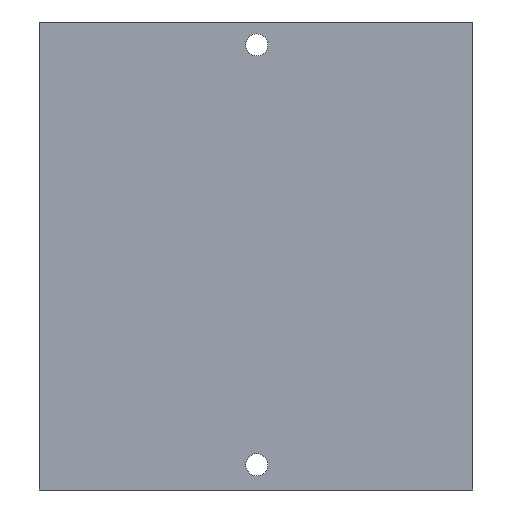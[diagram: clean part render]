
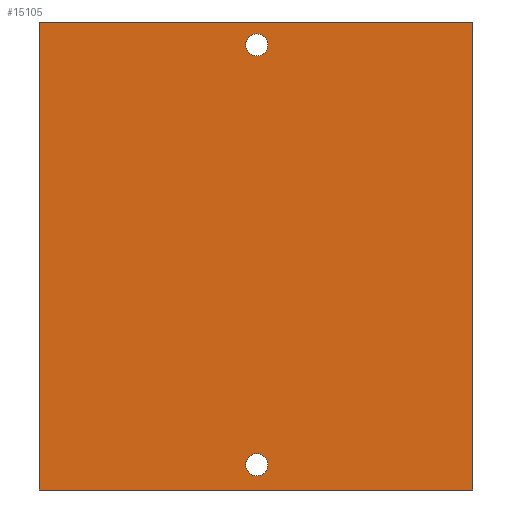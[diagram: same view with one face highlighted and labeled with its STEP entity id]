
A CAD part, front view. The second image highlights one B-rep face of the part: STEP entity #15105.
In plain terms, the highlighted planar face has unit normal (0, -1, 0).
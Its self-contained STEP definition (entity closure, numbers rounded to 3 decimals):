
#26 = DIRECTION ( 'NONE',  ( 0., 0., -1. ) ) ;
#370 = CARTESIAN_POINT ( 'NONE',  ( 0., 0., 53.637 ) ) ;
#606 = CARTESIAN_POINT ( 'NONE',  ( -28.4, 0., 53.637 ) ) ;
#834 = CARTESIAN_POINT ( 'NONE',  ( -28.4, 0., -7.662 ) ) ;
#856 = VECTOR ( 'NONE', #26, 1000. ) ;
#945 = CARTESIAN_POINT ( 'NONE',  ( 0.1, 0., 50.637 ) ) ;
#1039 = EDGE_LOOP ( 'NONE', ( #7042, #4573 ) ) ;
#1094 = VERTEX_POINT ( 'NONE', #5164 ) ;
#1151 = DIRECTION ( 'NONE',  ( 1., 0., 0. ) ) ;
#1461 = DIRECTION ( 'NONE',  ( 0., 0., 1. ) ) ;
#2228 = AXIS2_PLACEMENT_3D ( 'NONE', #9962, #18742, #8079 ) ;
#2315 = EDGE_CURVE ( 'NONE', #21001, #21629, #9031, .T. ) ;
#2574 = EDGE_LOOP ( 'NONE', ( #21445, #3442 ) ) ;
#2932 = AXIS2_PLACEMENT_3D ( 'NONE', #16010, #7336, #19508 ) ;
#3206 = PLANE ( 'NONE',  #19737 ) ;
#3442 = ORIENTED_EDGE ( 'NONE', *, *, #17095, .T. ) ;
#4450 = CIRCLE ( 'NONE', #15343, 1.45 ) ;
#4573 = ORIENTED_EDGE ( 'NONE', *, *, #6284, .T. ) ;
#4676 = VECTOR ( 'NONE', #1151, 1000. ) ;
#4909 = VECTOR ( 'NONE', #19504, 1000. ) ;
#5133 = ORIENTED_EDGE ( 'NONE', *, *, #7244, .F. ) ;
#5164 = CARTESIAN_POINT ( 'NONE',  ( 0.1, 0., 49.187 ) ) ;
#5173 = DIRECTION ( 'NONE',  ( 0., 0., -1. ) ) ;
#6284 = EDGE_CURVE ( 'NONE', #17393, #14860, #4450, .T. ) ;
#6353 = VECTOR ( 'NONE', #5173, 1000. ) ;
#6915 = CARTESIAN_POINT ( 'NONE',  ( 28.4, 0., 0. ) ) ;
#7042 = ORIENTED_EDGE ( 'NONE', *, *, #15430, .T. ) ;
#7244 = EDGE_CURVE ( 'NONE', #16538, #21629, #10135, .T. ) ;
#7336 = DIRECTION ( 'NONE',  ( 0., 1., 0. ) ) ;
#8079 = DIRECTION ( 'NONE',  ( 0., 0., 1. ) ) ;
#8347 = FACE_BOUND ( 'NONE', #1039, .T. ) ;
#8644 = DIRECTION ( 'NONE',  ( 0., 1., 0. ) ) ;
#9031 = LINE ( 'NONE', #21994, #4676 ) ;
#9332 = CARTESIAN_POINT ( 'NONE',  ( 0.1, 0., -2.913 ) ) ;
#9539 = LINE ( 'NONE', #370, #4909 ) ;
#9565 = DIRECTION ( 'NONE',  ( 0., 1., 0. ) ) ;
#9962 = CARTESIAN_POINT ( 'NONE',  ( 0.1, 0., 50.637 ) ) ;
#10135 = LINE ( 'NONE', #6915, #856 ) ;
#10631 = CARTESIAN_POINT ( 'NONE',  ( -28.4, 0., 0. ) ) ;
#11155 = ORIENTED_EDGE ( 'NONE', *, *, #20080, .T. ) ;
#12752 = ORIENTED_EDGE ( 'NONE', *, *, #2315, .T. ) ;
#12851 = EDGE_CURVE ( 'NONE', #16848, #1094, #18794, .T. ) ;
#12968 = FACE_BOUND ( 'NONE', #2574, .T. ) ;
#13640 = EDGE_LOOP ( 'NONE', ( #5133, #11155, #15415, #12752 ) ) ;
#14779 = LINE ( 'NONE', #10631, #6353 ) ;
#14860 = VERTEX_POINT ( 'NONE', #9332 ) ;
#14887 = DIRECTION ( 'NONE',  ( 0., 0., 1. ) ) ;
#14977 = CARTESIAN_POINT ( 'NONE',  ( 28.4, 0., -7.662 ) ) ;
#15105 = ADVANCED_FACE ( 'NONE', ( #12968, #8347, #18968 ), #3206, .F. ) ;
#15343 = AXIS2_PLACEMENT_3D ( 'NONE', #19175, #19250, #20835 ) ;
#15369 = CIRCLE ( 'NONE', #2228, 1.45 ) ;
#15415 = ORIENTED_EDGE ( 'NONE', *, *, #17787, .T. ) ;
#15430 = EDGE_CURVE ( 'NONE', #14860, #17393, #18706, .T. ) ;
#16010 = CARTESIAN_POINT ( 'NONE',  ( 0.1, 0., -4.363 ) ) ;
#16538 = VERTEX_POINT ( 'NONE', #17331 ) ;
#16718 = VERTEX_POINT ( 'NONE', #606 ) ;
#16848 = VERTEX_POINT ( 'NONE', #21547 ) ;
#17003 = CARTESIAN_POINT ( 'NONE',  ( 0., 0., 0. ) ) ;
#17095 = EDGE_CURVE ( 'NONE', #1094, #16848, #15369, .T. ) ;
#17331 = CARTESIAN_POINT ( 'NONE',  ( 28.4, 0., 53.637 ) ) ;
#17393 = VERTEX_POINT ( 'NONE', #20250 ) ;
#17787 = EDGE_CURVE ( 'NONE', #16718, #21001, #14779, .T. ) ;
#18706 = CIRCLE ( 'NONE', #2932, 1.45 ) ;
#18742 = DIRECTION ( 'NONE',  ( 0., 1., 0. ) ) ;
#18794 = CIRCLE ( 'NONE', #21694, 1.45 ) ;
#18968 = FACE_OUTER_BOUND ( 'NONE', #13640, .T. ) ;
#19175 = CARTESIAN_POINT ( 'NONE',  ( 0.1, 0., -4.363 ) ) ;
#19250 = DIRECTION ( 'NONE',  ( 0., 1., 0. ) ) ;
#19504 = DIRECTION ( 'NONE',  ( -1., 0., 0. ) ) ;
#19508 = DIRECTION ( 'NONE',  ( 0., 0., 1. ) ) ;
#19737 = AXIS2_PLACEMENT_3D ( 'NONE', #17003, #8644, #1461 ) ;
#20080 = EDGE_CURVE ( 'NONE', #16538, #16718, #9539, .T. ) ;
#20250 = CARTESIAN_POINT ( 'NONE',  ( 0.1, 0., -5.813 ) ) ;
#20835 = DIRECTION ( 'NONE',  ( 0., 0., 1. ) ) ;
#21001 = VERTEX_POINT ( 'NONE', #834 ) ;
#21445 = ORIENTED_EDGE ( 'NONE', *, *, #12851, .T. ) ;
#21547 = CARTESIAN_POINT ( 'NONE',  ( 0.1, 0., 52.087 ) ) ;
#21629 = VERTEX_POINT ( 'NONE', #14977 ) ;
#21694 = AXIS2_PLACEMENT_3D ( 'NONE', #945, #9565, #14887 ) ;
#21994 = CARTESIAN_POINT ( 'NONE',  ( 0., 0., -7.662 ) ) ;
